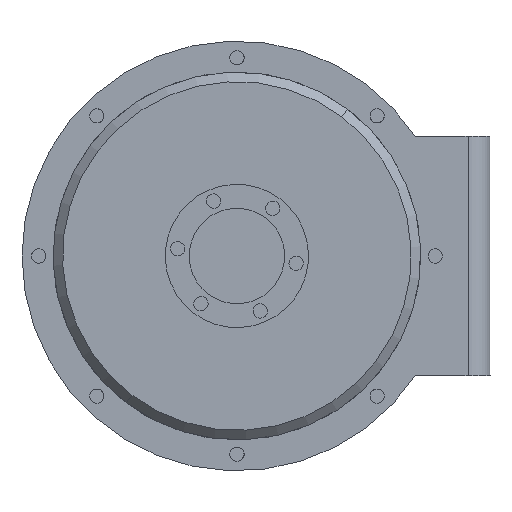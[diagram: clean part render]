
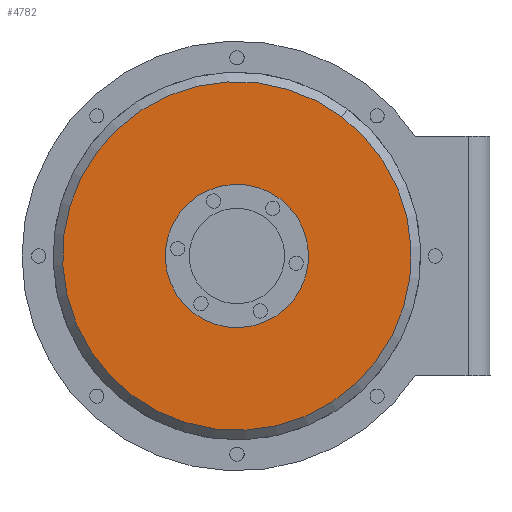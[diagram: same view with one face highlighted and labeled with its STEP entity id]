
A CAD part, left-side view. The second image highlights one B-rep face of the part: STEP entity #4782.
In plain terms, the highlighted planar face has unit normal (-1, 0, 0).
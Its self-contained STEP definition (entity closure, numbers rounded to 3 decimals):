
#78 = CARTESIAN_POINT ( 'NONE',  ( -49.75, 0., 36.5 ) ) ;
#109 = AXIS2_PLACEMENT_3D ( 'NONE', #1436, #4534, #1491 ) ;
#164 = VERTEX_POINT ( 'NONE', #4684 ) ;
#296 = CARTESIAN_POINT ( 'NONE',  ( -49.75, 0., 0. ) ) ;
#305 = AXIS2_PLACEMENT_3D ( 'NONE', #778, #855, #1617 ) ;
#320 = ORIENTED_EDGE ( 'NONE', *, *, #1977, .F. ) ;
#459 = CARTESIAN_POINT ( 'NONE',  ( -49.75, 0., 15. ) ) ;
#643 = PLANE ( 'NONE',  #109 ) ;
#778 = CARTESIAN_POINT ( 'NONE',  ( -49.75, 0., 0. ) ) ;
#804 = VERTEX_POINT ( 'NONE', #78 ) ;
#814 = EDGE_LOOP ( 'NONE', ( #320, #4373 ) ) ;
#843 = CIRCLE ( 'NONE', #1403, 36.5 ) ;
#855 = DIRECTION ( 'NONE',  ( 1., 0., 0. ) ) ;
#1131 = VERTEX_POINT ( 'NONE', #459 ) ;
#1153 = EDGE_CURVE ( 'NONE', #1131, #2850, #4475, .T. ) ;
#1206 = AXIS2_PLACEMENT_3D ( 'NONE', #3076, #4919, #2319 ) ;
#1361 = ORIENTED_EDGE ( 'NONE', *, *, #1153, .T. ) ;
#1403 = AXIS2_PLACEMENT_3D ( 'NONE', #296, #2642, #4137 ) ;
#1423 = EDGE_CURVE ( 'NONE', #2850, #1131, #2164, .T. ) ;
#1436 = CARTESIAN_POINT ( 'NONE',  ( -49.75, 0., 0. ) ) ;
#1491 = DIRECTION ( 'NONE',  ( 0., 1., 0. ) ) ;
#1561 = AXIS2_PLACEMENT_3D ( 'NONE', #2400, #3892, #3917 ) ;
#1617 = DIRECTION ( 'NONE',  ( 0., 0., -1. ) ) ;
#1977 = EDGE_CURVE ( 'NONE', #804, #164, #4523, .T. ) ;
#2164 = CIRCLE ( 'NONE', #1206, 15. ) ;
#2319 = DIRECTION ( 'NONE',  ( 0., 0., -1. ) ) ;
#2400 = CARTESIAN_POINT ( 'NONE',  ( -49.75, 0., 0. ) ) ;
#2642 = DIRECTION ( 'NONE',  ( 1., 0., 0. ) ) ;
#2850 = VERTEX_POINT ( 'NONE', #4902 ) ;
#3069 = EDGE_LOOP ( 'NONE', ( #1361, #4511 ) ) ;
#3076 = CARTESIAN_POINT ( 'NONE',  ( -49.75, 0., 0. ) ) ;
#3892 = DIRECTION ( 'NONE',  ( 1., 0., 0. ) ) ;
#3917 = DIRECTION ( 'NONE',  ( 0., 0., -1. ) ) ;
#4100 = FACE_BOUND ( 'NONE', #3069, .T. ) ;
#4137 = DIRECTION ( 'NONE',  ( 0., 0., -1. ) ) ;
#4373 = ORIENTED_EDGE ( 'NONE', *, *, #4378, .F. ) ;
#4378 = EDGE_CURVE ( 'NONE', #164, #804, #843, .T. ) ;
#4475 = CIRCLE ( 'NONE', #1561, 15. ) ;
#4511 = ORIENTED_EDGE ( 'NONE', *, *, #1423, .T. ) ;
#4523 = CIRCLE ( 'NONE', #305, 36.5 ) ;
#4534 = DIRECTION ( 'NONE',  ( 1., 0., 0. ) ) ;
#4684 = CARTESIAN_POINT ( 'NONE',  ( -49.75, 0., -36.5 ) ) ;
#4782 = ADVANCED_FACE ( 'NONE', ( #4100, #4911 ), #643, .F. ) ;
#4902 = CARTESIAN_POINT ( 'NONE',  ( -49.75, 0., -15. ) ) ;
#4911 = FACE_OUTER_BOUND ( 'NONE', #814, .T. ) ;
#4919 = DIRECTION ( 'NONE',  ( 1., 0., 0. ) ) ;
